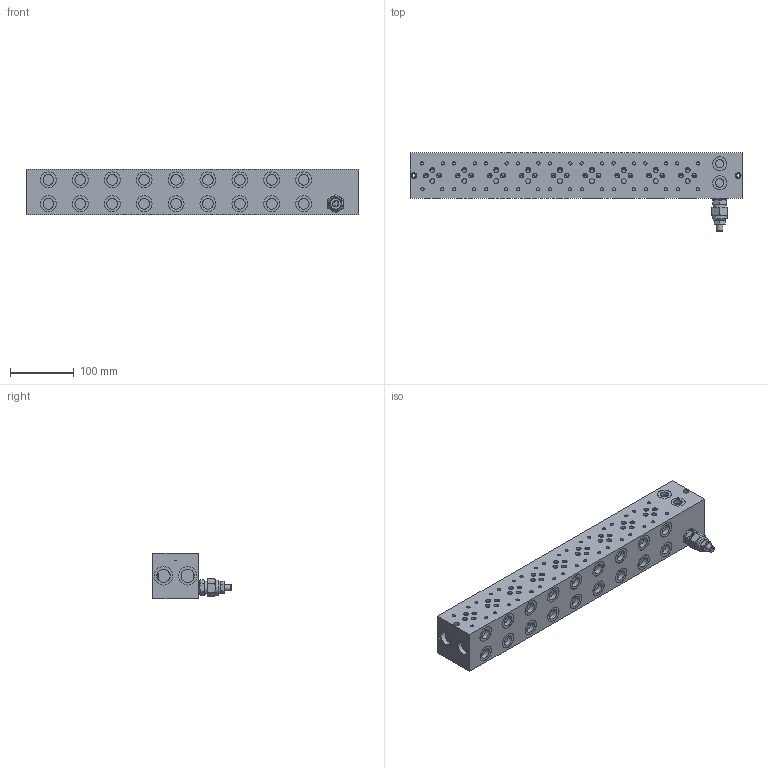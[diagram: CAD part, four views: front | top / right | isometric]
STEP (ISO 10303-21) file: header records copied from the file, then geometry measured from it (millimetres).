
FILE_DESCRIPTION(/* description */ ('Unknown'),/* implementation_level */ '2;1');
FILE_NAME(/* name */ 'PB.29090-001',/* time_stamp */ '2023-07-20T10:31:13+02:00',/* author */ ('Unknown'),/* organization */ ('Unknown'),/* preprocessor_version */ 'ST-DEVELOPER v18.102',/* originating_system */ 'Solid Edge',/* authorisation */ 'Unknown');
FILE_SCHEMA (('AUTOMOTIVE_DESIGN {1 0 10303 214 3 1 1}'));
Length unit declared in the file: millimetre
Products named in the file (2): PB; PB.29090
Assembly tree (1 placements, depth 2):
  PB
    PB.29090
Bounding box: 520 x 122.45 x 70.5 mm (x, y, z)
Volume: 2543809.1 mm3; surface area: 190136.5 mm2
Topology: 1 solids, 2 shells, 463 faces, 1045 edges, 716 vertices
Faces by surface type: plane 248, cylinder 171, cone 44
Full cylindrical faces by diameter (mm): 5 x36, 5.5 x2, 6.5 x27, 7.5 x36, 8 x4, 9 x2, 10.1 x1, 13.2 x2, 16.662 x18, 20 x1, 20.1 x1, 20.955 x4, 21 x1, 21.1 x1, 22 x2, 23.1 x1, 25 x19, 29 x4
Entity records: 13284 total; most frequent: CARTESIAN_POINT 4022, DIRECTION 1910, ORIENTED_EDGE 1576, AXIS2_PLACEMENT_3D 838, EDGE_CURVE 788, EDGE_LOOP 769, FACE_BOUND 769, VERTEX_POINT 631
